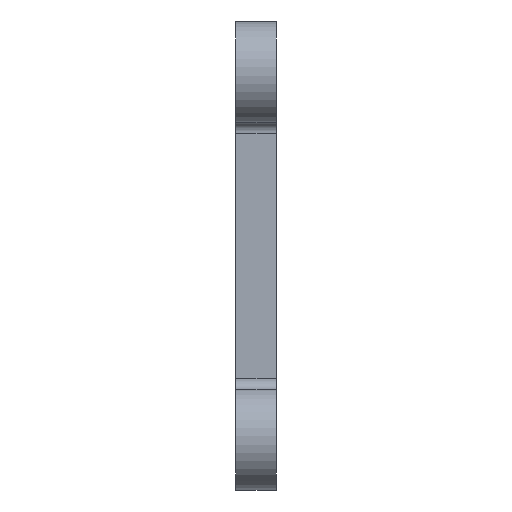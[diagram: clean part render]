
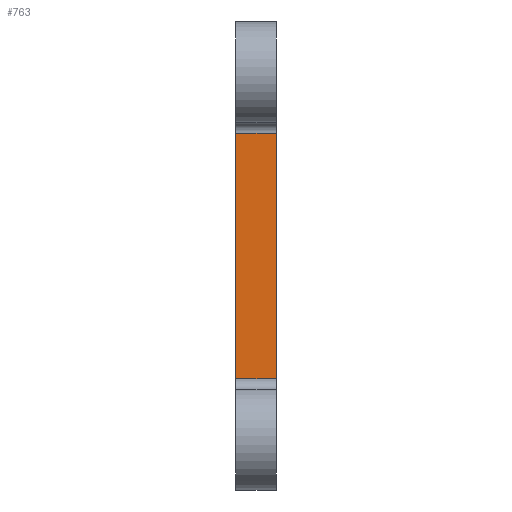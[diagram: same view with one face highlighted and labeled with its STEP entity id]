
A CAD part, left-side view. The second image highlights one B-rep face of the part: STEP entity #763.
In plain terms, the highlighted planar face has unit normal (-1, 0, 0).
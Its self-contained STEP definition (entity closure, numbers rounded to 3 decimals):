
#182=FACE_OUTER_BOUND('',#226,.T.);
#226=EDGE_LOOP('',(#608,#609,#610,#611));
#290=LINE('',#1253,#355);
#291=LINE('',#1256,#356);
#292=LINE('',#1258,#357);
#293=LINE('',#1259,#358);
#355=VECTOR('',#990,10.);
#356=VECTOR('',#993,60.42);
#357=VECTOR('',#994,60.42);
#358=VECTOR('',#995,10.);
#432=VERTEX_POINT('',#1249);
#433=VERTEX_POINT('',#1251);
#434=VERTEX_POINT('',#1255);
#435=VERTEX_POINT('',#1257);
#508=EDGE_CURVE('',#432,#433,#290,.T.);
#509=EDGE_CURVE('',#432,#434,#291,.T.);
#510=EDGE_CURVE('',#435,#433,#292,.T.);
#511=EDGE_CURVE('',#434,#435,#293,.T.);
#608=ORIENTED_EDGE('',*,*,#509,.F.);
#609=ORIENTED_EDGE('',*,*,#508,.T.);
#610=ORIENTED_EDGE('',*,*,#510,.F.);
#611=ORIENTED_EDGE('',*,*,#511,.F.);
#738=PLANE('',#822);
#763=ADVANCED_FACE('',(#182),#738,.T.);
#822=AXIS2_PLACEMENT_3D('',#1254,#991,#992);
#990=DIRECTION('',(0.,1.,0.));
#991=DIRECTION('center_axis',(-1.,0.,0.));
#992=DIRECTION('ref_axis',(0.,0.,1.));
#993=DIRECTION('',(0.,0.,-1.));
#994=DIRECTION('',(0.,0.,1.));
#995=DIRECTION('',(0.,1.,0.));
#1249=CARTESIAN_POINT('',(-90.,0.,5.21));
#1251=CARTESIAN_POINT('',(-90.,10.,5.21));
#1253=CARTESIAN_POINT('',(-90.,0.,5.21));
#1254=CARTESIAN_POINT('Origin',(-90.,0.,-55.21));
#1255=CARTESIAN_POINT('',(-90.,0.,-55.21));
#1256=CARTESIAN_POINT('',(-90.,0.,5.21));
#1257=CARTESIAN_POINT('',(-90.,10.,-55.21));
#1258=CARTESIAN_POINT('',(-90.,10.,5.21));
#1259=CARTESIAN_POINT('',(-90.,0.,-55.21));
